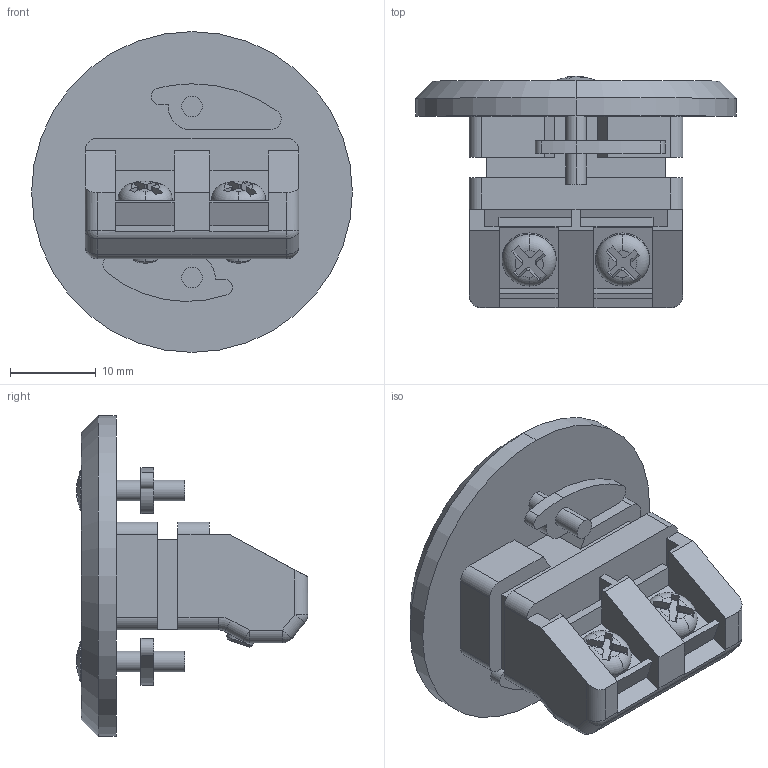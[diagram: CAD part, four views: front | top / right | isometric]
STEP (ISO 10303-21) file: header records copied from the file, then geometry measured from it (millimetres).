
FILE_DESCRIPTION (( 'STEP AP214' ), '1' );
FILE_NAME ('THMJ-SPJ.STEP', '2019-06-27T15:49:24', ( '' ), ( '' ), 'SwSTEP 2.0', 'SolidWorks 2017', '' );
FILE_SCHEMA (( 'AUTOMOTIVE_DESIGN' ));
Length unit declared in the file: millimetre
Products named in the file (1): THMJ-SPJ
Bounding box: 37.5 x 27.06 x 37.5 mm (x, y, z)
Volume: 9567.3 mm3; surface area: 5666.9 mm2
Topology: 1 solids, 1 shells, 310 faces, 821 edges, 532 vertices
Faces by surface type: plane 201, cylinder 85, torus 10, cone 6, sphere 6, bspline 2
Entity records: 13425 total; most frequent: CARTESIAN_POINT 2336, ORIENTED_EDGE 1638, DIRECTION 1555, EDGE_CURVE 819, LINE 545, VECTOR 545, VERTEX_POINT 532, AXIS2_PLACEMENT_3D 505
